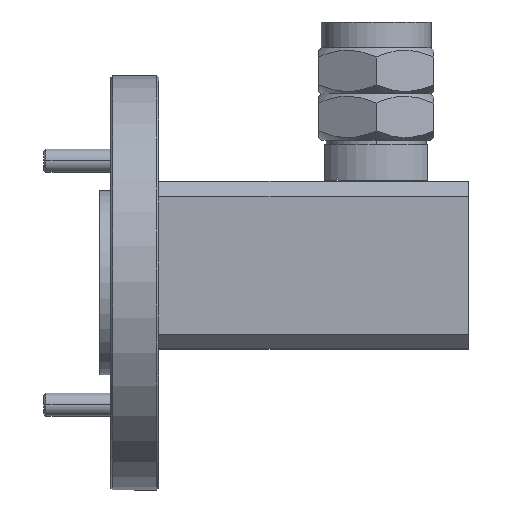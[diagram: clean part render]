
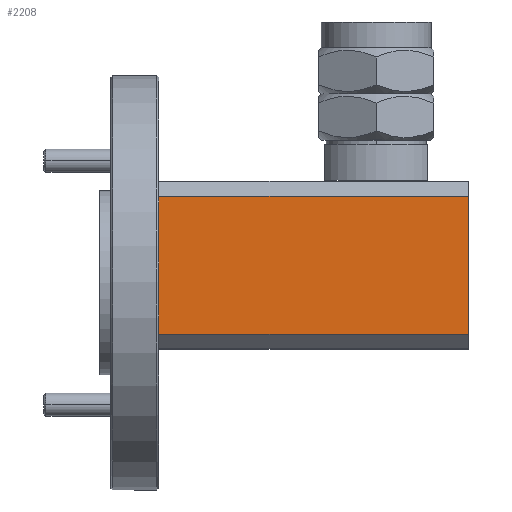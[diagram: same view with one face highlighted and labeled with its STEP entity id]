
A CAD part, top view. The second image highlights one B-rep face of the part: STEP entity #2208.
In plain terms, the highlighted planar face has unit normal (0, 0, 1).
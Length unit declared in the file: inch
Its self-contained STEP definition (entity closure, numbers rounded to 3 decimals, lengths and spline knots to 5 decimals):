
#177 = DIRECTION ( 'NONE',  ( 1., 0., 0. ) ) ;
#235 = LINE ( 'NONE', #8001, #4488 ) ;
#373 = CARTESIAN_POINT ( 'NONE',  ( 0.01668, 1.08145, 1.17614 ) ) ;
#418 = VERTEX_POINT ( 'NONE', #9994 ) ;
#732 = DIRECTION ( 'NONE',  ( -1., 0., 0. ) ) ;
#1243 = LINE ( 'NONE', #11339, #1684 ) ;
#1570 = PLANE ( 'NONE',  #6784 ) ;
#1637 = LINE ( 'NONE', #5402, #11543 ) ;
#1684 = VECTOR ( 'NONE', #177, 39.37008 ) ;
#2208 = ADVANCED_FACE ( 'NONE', ( #8454 ), #1570, .F. ) ;
#2216 = EDGE_CURVE ( 'NONE', #8131, #11703, #1637, .T. ) ;
#2513 = CARTESIAN_POINT ( 'NONE',  ( 0.85668, 1.12145, 1.17614 ) ) ;
#3529 = DIRECTION ( 'NONE',  ( 0., 1., 0. ) ) ;
#3873 = ORIENTED_EDGE ( 'NONE', *, *, #2216, .T. ) ;
#4276 = ORIENTED_EDGE ( 'NONE', *, *, #6008, .F. ) ;
#4393 = LINE ( 'NONE', #7007, #5388 ) ;
#4488 = VECTOR ( 'NONE', #7100, 39.37008 ) ;
#4524 = EDGE_CURVE ( 'NONE', #11703, #418, #4393, .T. ) ;
#4552 = DIRECTION ( 'NONE',  ( 0., 0., -1. ) ) ;
#5388 = VECTOR ( 'NONE', #10600, 39.37008 ) ;
#5402 = CARTESIAN_POINT ( 'NONE',  ( 0.85668, 1.08145, 1.17614 ) ) ;
#6008 = EDGE_CURVE ( 'NONE', #8131, #8724, #235, .T. ) ;
#6784 = AXIS2_PLACEMENT_3D ( 'NONE', #2513, #4552, #3529 ) ;
#7007 = CARTESIAN_POINT ( 'NONE',  ( 0.01668, 1.12145, 1.17614 ) ) ;
#7100 = DIRECTION ( 'NONE',  ( 0., -1., 0. ) ) ;
#7167 = EDGE_CURVE ( 'NONE', #418, #8724, #1243, .T. ) ;
#8001 = CARTESIAN_POINT ( 'NONE',  ( 0.85668, 1.12145, 1.17614 ) ) ;
#8131 = VERTEX_POINT ( 'NONE', #8269 ) ;
#8210 = CARTESIAN_POINT ( 'NONE',  ( 0.85668, 0.70645, 1.17614 ) ) ;
#8218 = ORIENTED_EDGE ( 'NONE', *, *, #4524, .T. ) ;
#8269 = CARTESIAN_POINT ( 'NONE',  ( 0.85668, 1.08145, 1.17614 ) ) ;
#8454 = FACE_OUTER_BOUND ( 'NONE', #11950, .T. ) ;
#8724 = VERTEX_POINT ( 'NONE', #8210 ) ;
#9994 = CARTESIAN_POINT ( 'NONE',  ( 0.01668, 0.70645, 1.17614 ) ) ;
#10600 = DIRECTION ( 'NONE',  ( 0., -1., 0. ) ) ;
#10725 = ORIENTED_EDGE ( 'NONE', *, *, #7167, .T. ) ;
#11339 = CARTESIAN_POINT ( 'NONE',  ( 0.85668, 0.70645, 1.17614 ) ) ;
#11543 = VECTOR ( 'NONE', #732, 39.37008 ) ;
#11703 = VERTEX_POINT ( 'NONE', #373 ) ;
#11950 = EDGE_LOOP ( 'NONE', ( #8218, #10725, #4276, #3873 ) ) ;
